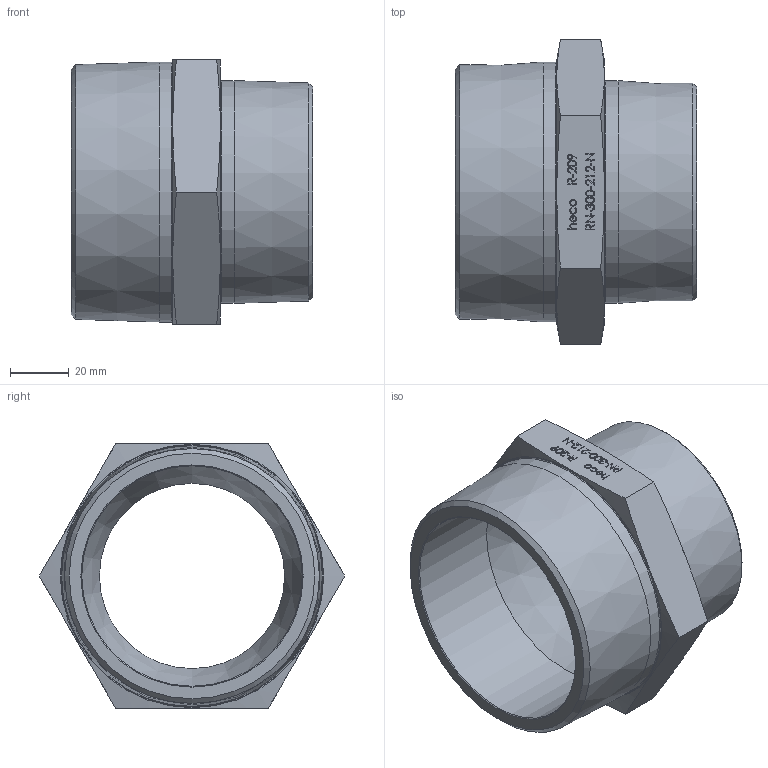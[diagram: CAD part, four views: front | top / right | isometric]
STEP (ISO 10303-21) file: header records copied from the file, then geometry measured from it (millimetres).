
FILE_DESCRIPTION (( 'STEP AP214' ), '1' );
FILE_NAME ('heco RN-300-212-N R-209 2011.STEP', '2020-11-05T15:30:16', ( '' ), ( '' ), 'SwSTEP 2.0', 'SolidWorks 2019', '' );
FILE_SCHEMA (( 'AUTOMOTIVE_DESIGN' ));
Length unit declared in the file: millimetre
Products named in the file (1): heco RN-300-212-N R-209 2011
Bounding box: 82 x 103.92 x 90.01 mm (x, y, z)
Volume: 151162.7 mm3; surface area: 45176.3 mm2
Topology: 1 solids, 1 shells, 268 faces, 699 edges, 464 vertices
Faces by surface type: plane 140, bspline 113, cone 9, cylinder 4, torus 2
Full cylindrical faces by diameter (mm): 63 x1, 75 x1, 75.759 x1, 88.459 x1
Entity records: 17369 total; most frequent: CARTESIAN_POINT 9042, ORIENTED_EDGE 1356, DIRECTION 770, EDGE_CURVE 678, VERTEX_POINT 458, VECTOR 422, LINE 422, EDGE_LOOP 316
